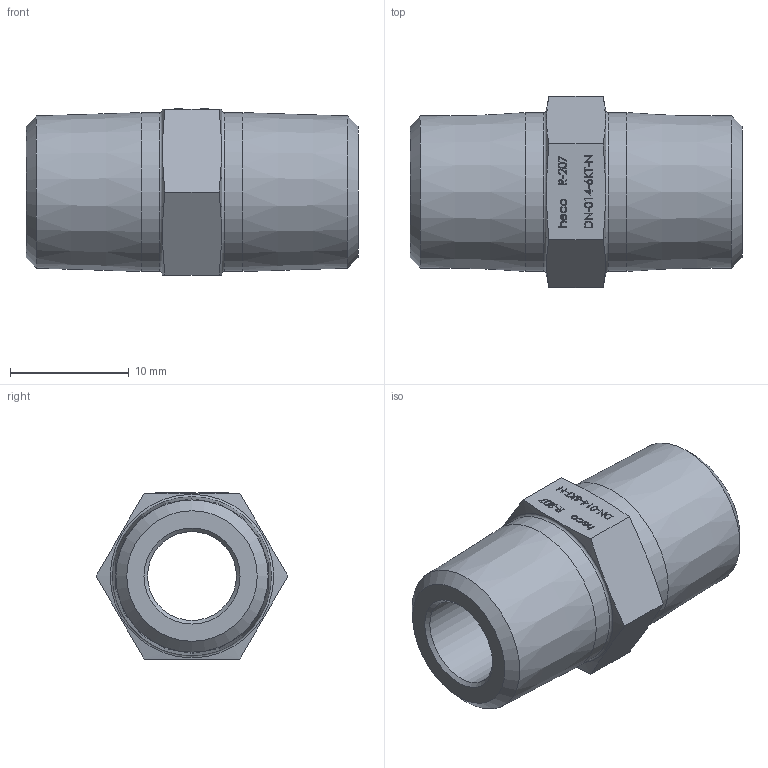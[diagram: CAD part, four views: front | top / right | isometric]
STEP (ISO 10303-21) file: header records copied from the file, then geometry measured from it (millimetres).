
FILE_DESCRIPTION (( 'STEP AP214' ), '1' );
FILE_NAME ('DN-014-6KT-N R-207 2010.STEP', '2020-11-02T11:41:16', ( '' ), ( '' ), 'SwSTEP 2.0', 'SolidWorks 2019', '' );
FILE_SCHEMA (( 'AUTOMOTIVE_DESIGN' ));
Length unit declared in the file: millimetre
Products named in the file (1): DN-014-6KT-N R-207 2010
Bounding box: 28 x 16.17 x 14.01 mm (x, y, z)
Volume: 2695.9 mm3; surface area: 2014.1 mm2
Topology: 1 solids, 1 shells, 249 faces, 648 edges, 430 vertices
Faces by surface type: plane 156, bspline 80, cone 8, cylinder 3, torus 2
Full cylindrical faces by diameter (mm): 7.5 x1, 13.391 x2
Entity records: 14547 total; most frequent: CARTESIAN_POINT 6627, ORIENTED_EDGE 1258, DIRECTION 811, EDGE_CURVE 629, VECTOR 443, LINE 443, VERTEX_POINT 424, EDGE_LOOP 293
